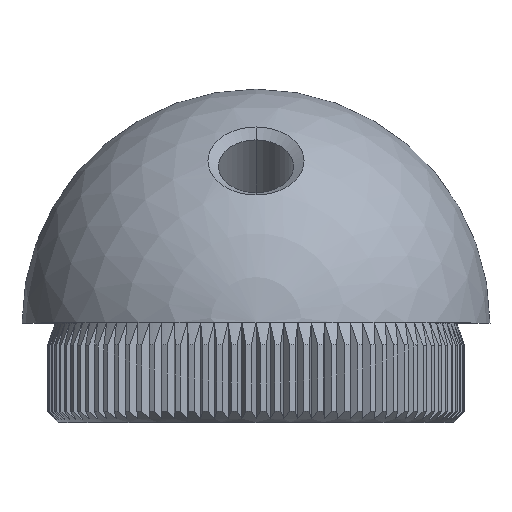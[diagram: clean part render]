
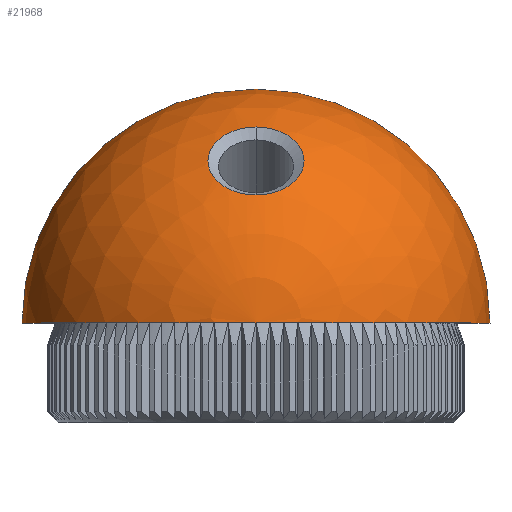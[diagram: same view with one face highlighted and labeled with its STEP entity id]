
A CAD part, top view. The second image highlights one B-rep face of the part: STEP entity #21968.
In plain terms, the highlighted spherical face has radius 21.2 mm.
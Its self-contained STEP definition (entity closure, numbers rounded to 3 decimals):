
#188 = VERTEX_POINT ( 'NONE', #15795 ) ;
#899 = DIRECTION ( 'NONE',  ( -1., 0., 0. ) ) ;
#1226 = VERTEX_POINT ( 'NONE', #11817 ) ;
#1837 = CARTESIAN_POINT ( 'NONE',  ( 0., 9., 0. ) ) ;
#2469 = EDGE_CURVE ( 'NONE', #188, #23157, #9374, .T. ) ;
#3328 = CARTESIAN_POINT ( 'NONE',  ( 0., 23.67, 14.67 ) ) ;
#3637 = DIRECTION ( 'NONE',  ( 1., 0., 0. ) ) ;
#4519 = CARTESIAN_POINT ( 'NONE',  ( 0., 9., 0. ) ) ;
#4681 = EDGE_CURVE ( 'NONE', #1226, #20520, #8458, .T. ) ;
#5011 = CARTESIAN_POINT ( 'NONE',  ( 0., 26.754, 11.586 ) ) ;
#5300 = EDGE_LOOP ( 'NONE', ( #5938, #16188 ) ) ;
#5938 = ORIENTED_EDGE ( 'NONE', *, *, #4681, .T. ) ;
#6723 = EDGE_CURVE ( 'NONE', #188, #13650, #20190, .T. ) ;
#6795 = DIRECTION ( 'NONE',  ( 0., 0.707, -0.707 ) ) ;
#7916 = DIRECTION ( 'NONE',  ( 0., 0., -1. ) ) ;
#8458 = CIRCLE ( 'NONE', #13183, 4.361 ) ;
#9050 = EDGE_CURVE ( 'NONE', #20520, #1226, #20688, .T. ) ;
#9374 = CIRCLE ( 'NONE', #22347, 21.2 ) ;
#9611 = CARTESIAN_POINT ( 'NONE',  ( 21.2, 9., 0. ) ) ;
#9868 = DIRECTION ( 'NONE',  ( 0., -0.707, -0.707 ) ) ;
#10240 = ORIENTED_EDGE ( 'NONE', *, *, #22169, .F. ) ;
#10443 = DIRECTION ( 'NONE',  ( 0., -0.707, -0.707 ) ) ;
#10532 = AXIS2_PLACEMENT_3D ( 'NONE', #1837, #14502, #3637 ) ;
#11765 = DIRECTION ( 'NONE',  ( 1., 0., 0. ) ) ;
#11817 = CARTESIAN_POINT ( 'NONE',  ( 0., 20.586, 17.754 ) ) ;
#11859 = AXIS2_PLACEMENT_3D ( 'NONE', #3328, #10443, #6795 ) ;
#12103 = FACE_BOUND ( 'NONE', #5300, .T. ) ;
#12685 = SPHERICAL_SURFACE ( 'NONE', #10532, 21.2 ) ;
#12958 = AXIS2_PLACEMENT_3D ( 'NONE', #22396, #22542, #11765 ) ;
#13183 = AXIS2_PLACEMENT_3D ( 'NONE', #22329, #9868, #22406 ) ;
#13352 = AXIS2_PLACEMENT_3D ( 'NONE', #4519, #7916, #899 ) ;
#13650 = VERTEX_POINT ( 'NONE', #9611 ) ;
#13909 = ORIENTED_EDGE ( 'NONE', *, *, #6723, .F. ) ;
#14096 = CIRCLE ( 'NONE', #12958, 21.2 ) ;
#14502 = DIRECTION ( 'NONE',  ( 0., 0., 1. ) ) ;
#14824 = CARTESIAN_POINT ( 'NONE',  ( 0., 9., 0. ) ) ;
#15795 = CARTESIAN_POINT ( 'NONE',  ( 0., 30.2, 0. ) ) ;
#16188 = ORIENTED_EDGE ( 'NONE', *, *, #9050, .T. ) ;
#16754 = CARTESIAN_POINT ( 'NONE',  ( -21.2, 9., 0. ) ) ;
#17369 = EDGE_LOOP ( 'NONE', ( #13909, #18505, #10240 ) ) ;
#18505 = ORIENTED_EDGE ( 'NONE', *, *, #2469, .T. ) ;
#20190 = CIRCLE ( 'NONE', #13352, 21.2 ) ;
#20520 = VERTEX_POINT ( 'NONE', #5011 ) ;
#20688 = CIRCLE ( 'NONE', #11859, 4.361 ) ;
#21968 = ADVANCED_FACE ( 'NONE', ( #12103, #22232 ), #12685, .T. ) ;
#22169 = EDGE_CURVE ( 'NONE', #13650, #23157, #14096, .T. ) ;
#22179 = DIRECTION ( 'NONE',  ( 1., 0., 0. ) ) ;
#22232 = FACE_OUTER_BOUND ( 'NONE', #17369, .T. ) ;
#22260 = DIRECTION ( 'NONE',  ( 0., 0., 1. ) ) ;
#22329 = CARTESIAN_POINT ( 'NONE',  ( 0., 23.67, 14.67 ) ) ;
#22347 = AXIS2_PLACEMENT_3D ( 'NONE', #14824, #22260, #22179 ) ;
#22396 = CARTESIAN_POINT ( 'NONE',  ( 0., 9., 0. ) ) ;
#22406 = DIRECTION ( 'NONE',  ( 0., 0.707, -0.707 ) ) ;
#22542 = DIRECTION ( 'NONE',  ( 0., -1., 0. ) ) ;
#23157 = VERTEX_POINT ( 'NONE', #16754 ) ;
